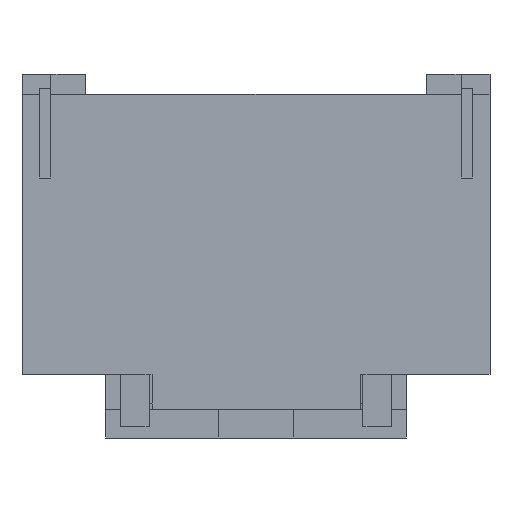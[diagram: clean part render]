
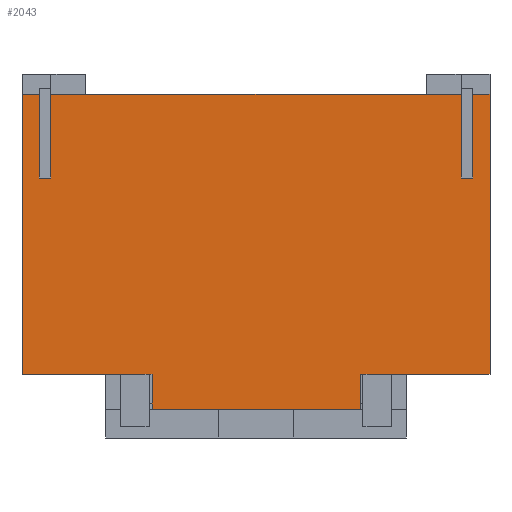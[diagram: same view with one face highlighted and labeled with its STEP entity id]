
A CAD part, front view. The second image highlights one B-rep face of the part: STEP entity #2043.
In plain terms, the highlighted planar face has unit normal (0, -1, 0).
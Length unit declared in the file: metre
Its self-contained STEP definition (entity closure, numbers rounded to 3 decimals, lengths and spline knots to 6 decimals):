
#540=ORIENTED_EDGE('',*,*,#830,.F.);
#541=ORIENTED_EDGE('',*,*,#836,.F.);
#542=ORIENTED_EDGE('',*,*,#822,.F.);
#543=ORIENTED_EDGE('',*,*,#835,.F.);
#544=ORIENTED_EDGE('',*,*,#811,.F.);
#545=ORIENTED_EDGE('',*,*,#819,.F.);
#546=ORIENTED_EDGE('',*,*,#832,.F.);
#547=ORIENTED_EDGE('',*,*,#808,.F.);
#548=ORIENTED_EDGE('',*,*,#813,.F.);
#549=ORIENTED_EDGE('',*,*,#821,.F.);
#550=ORIENTED_EDGE('',*,*,#842,.F.);
#551=ORIENTED_EDGE('',*,*,#857,.F.);
#552=ORIENTED_EDGE('',*,*,#851,.F.);
#553=ORIENTED_EDGE('',*,*,#827,.T.);
#554=ORIENTED_EDGE('',*,*,#837,.F.);
#555=ORIENTED_EDGE('',*,*,#817,.F.);
#556=ORIENTED_EDGE('',*,*,#825,.F.);
#557=ORIENTED_EDGE('',*,*,#834,.F.);
#558=ORIENTED_EDGE('',*,*,#833,.F.);
#559=ORIENTED_EDGE('',*,*,#805,.T.);
#805=EDGE_CURVE('',#1017,#1016,#1270,.T.);
#808=EDGE_CURVE('',#1018,#1019,#1273,.T.);
#811=EDGE_CURVE('',#1020,#1021,#1276,.T.);
#813=EDGE_CURVE('',#1022,#1018,#1278,.T.);
#817=EDGE_CURVE('',#1024,#1023,#1282,.T.);
#819=EDGE_CURVE('',#1025,#1020,#1284,.T.);
#821=EDGE_CURVE('',#1026,#1022,#1286,.T.);
#822=EDGE_CURVE('',#1027,#1028,#1287,.T.);
#825=EDGE_CURVE('',#986,#1024,#1290,.T.);
#827=EDGE_CURVE('',#1030,#1029,#1292,.T.);
#830=EDGE_CURVE('',#1032,#1016,#1295,.T.);
#832=EDGE_CURVE('',#1019,#1025,#1297,.T.);
#833=EDGE_CURVE('',#1017,#988,#1298,.T.);
#834=EDGE_CURVE('',#988,#986,#1299,.T.);
#835=EDGE_CURVE('',#1021,#1027,#1300,.T.);
#836=EDGE_CURVE('',#1028,#1032,#1301,.T.);
#837=EDGE_CURVE('',#1023,#1029,#1302,.T.);
#842=EDGE_CURVE('',#1035,#1026,#1307,.T.);
#851=EDGE_CURVE('',#1030,#1042,#1316,.T.);
#857=EDGE_CURVE('',#1042,#1035,#1322,.T.);
#986=VERTEX_POINT('',#3201);
#988=VERTEX_POINT('',#3210);
#1016=VERTEX_POINT('',#3301);
#1017=VERTEX_POINT('',#3303);
#1018=VERTEX_POINT('',#3307);
#1019=VERTEX_POINT('',#3309);
#1020=VERTEX_POINT('',#3313);
#1021=VERTEX_POINT('',#3315);
#1022=VERTEX_POINT('',#3319);
#1023=VERTEX_POINT('',#3323);
#1024=VERTEX_POINT('',#3325);
#1025=VERTEX_POINT('',#3329);
#1026=VERTEX_POINT('',#3333);
#1027=VERTEX_POINT('',#3337);
#1028=VERTEX_POINT('',#3338);
#1029=VERTEX_POINT('',#3345);
#1030=VERTEX_POINT('',#3347);
#1032=VERTEX_POINT('',#3353);
#1035=VERTEX_POINT('',#3375);
#1042=VERTEX_POINT('',#3394);
#1270=LINE('',#3302,#1551);
#1273=LINE('',#3308,#1554);
#1276=LINE('',#3314,#1557);
#1278=LINE('',#3318,#1559);
#1282=LINE('',#3326,#1563);
#1284=LINE('',#3330,#1565);
#1286=LINE('',#3334,#1567);
#1287=LINE('',#3336,#1568);
#1290=LINE('',#3342,#1571);
#1292=LINE('',#3346,#1573);
#1295=LINE('',#3352,#1576);
#1297=LINE('',#3356,#1578);
#1298=LINE('',#3358,#1579);
#1299=LINE('',#3360,#1580);
#1300=LINE('',#3362,#1581);
#1301=LINE('',#3364,#1582);
#1302=LINE('',#3366,#1583);
#1307=LINE('',#3376,#1588);
#1316=LINE('',#3395,#1597);
#1322=LINE('',#3406,#1603);
#1551=VECTOR('',#2739,1.);
#1554=VECTOR('',#2744,1.);
#1557=VECTOR('',#2749,1.);
#1559=VECTOR('',#2753,1.);
#1563=VECTOR('',#2759,1.);
#1565=VECTOR('',#2763,1.);
#1567=VECTOR('',#2767,1.);
#1568=VECTOR('',#2770,1.);
#1571=VECTOR('',#2775,1.);
#1573=VECTOR('',#2779,1.);
#1576=VECTOR('',#2784,1.);
#1578=VECTOR('',#2788,1.);
#1579=VECTOR('',#2791,1.);
#1580=VECTOR('',#2794,1.);
#1581=VECTOR('',#2797,1.);
#1582=VECTOR('',#2800,1.);
#1583=VECTOR('',#2803,1.);
#1588=VECTOR('',#2812,1.);
#1597=VECTOR('',#2827,1.);
#1603=VECTOR('',#2839,1.);
#1707=EDGE_LOOP('',(#540,#541,#542,#543,#544,#545,#546,#547,#548,#549,#550,
#551,#552,#553,#554,#555,#556,#557,#558,#559));
#1810=FACE_BOUND('',#1707,.T.);
#1909=PLANE('',#2367);
#2043=ADVANCED_FACE('',(#1810),#1909,.T.);
#2367=AXIS2_PLACEMENT_3D('',#3405,#2837,#2838);
#2739=DIRECTION('',(0.,0.,1.));
#2744=DIRECTION('',(0.,0.,-1.));
#2749=DIRECTION('',(1.,0.,0.));
#2753=DIRECTION('',(1.,0.,0.));
#2759=DIRECTION('',(0.,0.,-1.));
#2763=DIRECTION('',(0.,0.,1.));
#2767=DIRECTION('',(0.,0.,1.));
#2770=DIRECTION('',(1.,0.,0.));
#2775=DIRECTION('',(-1.,0.,0.));
#2779=DIRECTION('',(0.,0.,-1.));
#2784=DIRECTION('',(1.,0.,0.));
#2788=DIRECTION('',(1.,0.,0.));
#2791=DIRECTION('',(-1.,0.,0.));
#2794=DIRECTION('',(-1.,0.,0.));
#2797=DIRECTION('',(0.,0.,-1.));
#2800=DIRECTION('',(0.,0.,1.));
#2803=DIRECTION('',(-1.,0.,0.));
#2812=DIRECTION('',(-1.,0.,0.));
#2827=DIRECTION('',(-1.,0.,0.));
#2837=DIRECTION('',(0.,-1.,0.));
#2838=DIRECTION('',(0.,0.,-1.));
#2839=DIRECTION('',(-1.,0.,0.));
#3201=CARTESIAN_POINT('',(0.00185,0.00005,-0.00205));
#3210=CARTESIAN_POINT('',(0.00235,0.00005,-0.00205));
#3301=CARTESIAN_POINT('',(0.00405,0.00005,0.0028));
#3302=CARTESIAN_POINT('',(0.00405,0.00005,-0.00315));
#3303=CARTESIAN_POINT('',(0.00405,0.00005,-0.00205));
#3307=CARTESIAN_POINT('',(-0.00375,0.00005,0.0028));
#3308=CARTESIAN_POINT('',(-0.00375,0.00005,0.00135));
#3309=CARTESIAN_POINT('',(-0.00375,0.00005,0.00135));
#3313=CARTESIAN_POINT('',(-0.00355,0.00005,0.0028));
#3314=CARTESIAN_POINT('',(0.00405,0.00005,0.0028));
#3315=CARTESIAN_POINT('',(0.00355,0.00005,0.0028));
#3318=CARTESIAN_POINT('',(0.00405,0.00005,0.0028));
#3319=CARTESIAN_POINT('',(-0.00405,0.00005,0.0028));
#3323=CARTESIAN_POINT('',(0.0018,0.00005,-0.00265));
#3325=CARTESIAN_POINT('',(0.0018,0.00005,-0.00205));
#3326=CARTESIAN_POINT('',(0.0018,0.00005,-0.00205));
#3329=CARTESIAN_POINT('',(-0.00355,0.00005,0.00135));
#3330=CARTESIAN_POINT('',(-0.00355,0.00005,0.00135));
#3333=CARTESIAN_POINT('',(-0.00405,0.00005,-0.00205));
#3334=CARTESIAN_POINT('',(-0.00405,0.00005,-0.00315));
#3336=CARTESIAN_POINT('',(-0.00375,0.00005,0.00135));
#3337=CARTESIAN_POINT('',(0.00355,0.00005,0.00135));
#3338=CARTESIAN_POINT('',(0.00375,0.00005,0.00135));
#3342=CARTESIAN_POINT('',(-0.00185,0.00005,-0.00205));
#3345=CARTESIAN_POINT('',(-0.0018,0.00005,-0.00265));
#3346=CARTESIAN_POINT('',(-0.0018,0.00005,-0.00205));
#3347=CARTESIAN_POINT('',(-0.0018,0.00005,-0.00205));
#3352=CARTESIAN_POINT('',(0.00405,0.00005,0.0028));
#3353=CARTESIAN_POINT('',(0.00375,0.00005,0.0028));
#3356=CARTESIAN_POINT('',(-0.00375,0.00005,0.00135));
#3358=CARTESIAN_POINT('',(-0.00185,0.00005,-0.00205));
#3360=CARTESIAN_POINT('',(-0.00185,0.00005,-0.00205));
#3362=CARTESIAN_POINT('',(0.00355,0.00005,0.00135));
#3364=CARTESIAN_POINT('',(0.00375,0.00005,0.00135));
#3366=CARTESIAN_POINT('',(-0.00405,0.00005,-0.00265));
#3375=CARTESIAN_POINT('',(-0.00235,0.00005,-0.00205));
#3376=CARTESIAN_POINT('',(-0.00185,0.00005,-0.00205));
#3394=CARTESIAN_POINT('',(-0.00185,0.00005,-0.00205));
#3395=CARTESIAN_POINT('',(-0.00185,0.00005,-0.00205));
#3405=CARTESIAN_POINT('',(-0.00405,0.00005,-0.00315));
#3406=CARTESIAN_POINT('',(-0.00405,0.00005,-0.00205));
